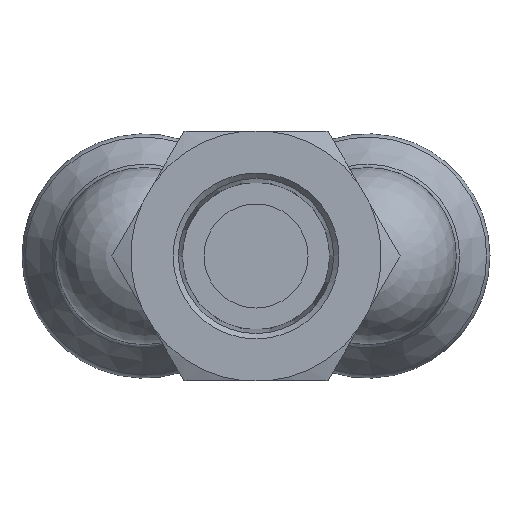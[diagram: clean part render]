
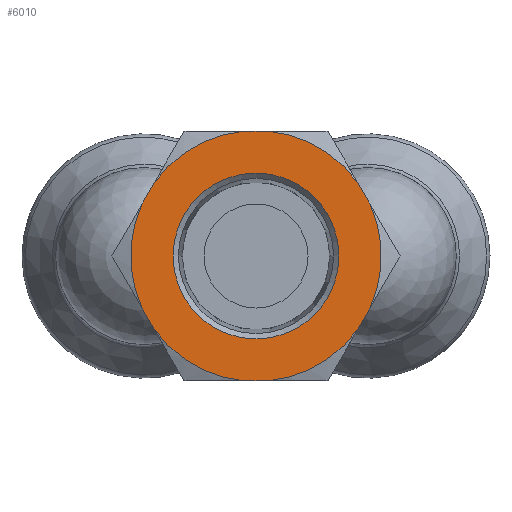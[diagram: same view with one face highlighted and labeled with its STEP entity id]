
A CAD part, front view. The second image highlights one B-rep face of the part: STEP entity #6010.
In plain terms, the highlighted face is planar.
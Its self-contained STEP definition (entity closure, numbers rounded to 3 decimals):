
#5866=CARTESIAN_POINT('',(-31.45,7.975,0.));
#5867=VERTEX_POINT('',#5866);
#5868=CARTESIAN_POINT('',(-31.45,0.,0.0));
#5869=DIRECTION('',(-1.0,0.0,0.0));
#5870=DIRECTION('',(0.0,-1.0,0.0));
#5871=AXIS2_PLACEMENT_3D('',#5868,#5869,#5870);
#5872=CIRCLE('',#5871,7.975);
#5873=EDGE_CURVE('',#5867,#5867,#5872,.T.);
#5898=CARTESIAN_POINT('',(-31.45,6.0,0.0));
#5899=DIRECTION('',(-1.0,0.0,0.0));
#5900=DIRECTION('',(0.0,0.0,1.0));
#5901=AXIS2_PLACEMENT_3D('',#5898,#5899,#5900);
#5902=PLANE('',#5901);
#5903=CARTESIAN_POINT('',(-31.45,10.975,4.991));
#5904=VERTEX_POINT('',#5903);
#5905=CARTESIAN_POINT('',(-31.45,10.975,-4.991));
#5906=VERTEX_POINT('',#5905);
#5907=CARTESIAN_POINT('',(-31.45,0.,0.0));
#5908=DIRECTION('',(-1.0,0.0,0.0));
#5909=DIRECTION('',(0.0,1.0,0.0));
#5910=AXIS2_PLACEMENT_3D('',#5907,#5908,#5909);
#5911=CIRCLE('',#5910,12.056);
#5912=EDGE_CURVE('',#5904,#5906,#5911,.T.);
#5913=ORIENTED_EDGE('',*,*,#5912,.T.);
#5914=CARTESIAN_POINT('',(-31.45,9.81,-7.009));
#5915=VERTEX_POINT('',#5914);
#5916=CARTESIAN_POINT('',(-31.45,9.81,-7.009));
#5917=DIRECTION('',(0.0,0.5,0.866));
#5918=VECTOR('',#5917,2.33);
#5919=LINE('',#5916,#5918);
#5920=EDGE_CURVE('',#5915,#5906,#5919,.T.);
#5921=ORIENTED_EDGE('',*,*,#5920,.F.);
#5922=CARTESIAN_POINT('',(-31.45,1.165,-12.));
#5923=VERTEX_POINT('',#5922);
#5924=CARTESIAN_POINT('',(-31.45,0.,0.0));
#5925=DIRECTION('',(-1.0,0.0,0.0));
#5926=DIRECTION('',(0.0,1.0,0.0));
#5927=AXIS2_PLACEMENT_3D('',#5924,#5925,#5926);
#5928=CIRCLE('',#5927,12.056);
#5929=EDGE_CURVE('',#5915,#5923,#5928,.T.);
#5930=ORIENTED_EDGE('',*,*,#5929,.T.);
#5931=CARTESIAN_POINT('',(-31.45,-1.165,-12.));
#5932=VERTEX_POINT('',#5931);
#5933=CARTESIAN_POINT('',(-31.45,-1.165,-12.));
#5934=DIRECTION('',(0.0,1.0,0.0));
#5935=VECTOR('',#5934,2.33);
#5936=LINE('',#5933,#5935);
#5937=EDGE_CURVE('',#5932,#5923,#5936,.T.);
#5938=ORIENTED_EDGE('',*,*,#5937,.F.);
#5939=CARTESIAN_POINT('',(-31.45,-9.81,-7.009));
#5940=VERTEX_POINT('',#5939);
#5941=CARTESIAN_POINT('',(-31.45,0.,0.0));
#5942=DIRECTION('',(-1.0,0.0,0.0));
#5943=DIRECTION('',(0.0,1.0,0.0));
#5944=AXIS2_PLACEMENT_3D('',#5941,#5942,#5943);
#5945=CIRCLE('',#5944,12.056);
#5946=EDGE_CURVE('',#5932,#5940,#5945,.T.);
#5947=ORIENTED_EDGE('',*,*,#5946,.T.);
#5948=CARTESIAN_POINT('',(-31.45,-10.975,-4.991));
#5949=VERTEX_POINT('',#5948);
#5950=CARTESIAN_POINT('',(-31.45,-10.975,-4.991));
#5951=DIRECTION('',(0.0,0.5,-0.866));
#5952=VECTOR('',#5951,2.33);
#5953=LINE('',#5950,#5952);
#5954=EDGE_CURVE('',#5949,#5940,#5953,.T.);
#5955=ORIENTED_EDGE('',*,*,#5954,.F.);
#5956=CARTESIAN_POINT('',(-31.45,-10.975,4.991));
#5957=VERTEX_POINT('',#5956);
#5958=CARTESIAN_POINT('',(-31.45,0.,0.0));
#5959=DIRECTION('',(-1.0,0.0,0.0));
#5960=DIRECTION('',(0.0,1.0,0.0));
#5961=AXIS2_PLACEMENT_3D('',#5958,#5959,#5960);
#5962=CIRCLE('',#5961,12.056);
#5963=EDGE_CURVE('',#5949,#5957,#5962,.T.);
#5964=ORIENTED_EDGE('',*,*,#5963,.T.);
#5965=CARTESIAN_POINT('',(-31.45,-9.81,7.009));
#5966=VERTEX_POINT('',#5965);
#5967=CARTESIAN_POINT('',(-31.45,-9.81,7.009));
#5968=DIRECTION('',(0.0,-0.5,-0.866));
#5969=VECTOR('',#5968,2.33);
#5970=LINE('',#5967,#5969);
#5971=EDGE_CURVE('',#5966,#5957,#5970,.T.);
#5972=ORIENTED_EDGE('',*,*,#5971,.F.);
#5973=CARTESIAN_POINT('',(-31.45,-1.165,12.));
#5974=VERTEX_POINT('',#5973);
#5975=CARTESIAN_POINT('',(-31.45,0.,0.0));
#5976=DIRECTION('',(-1.0,0.0,0.0));
#5977=DIRECTION('',(0.0,1.0,0.0));
#5978=AXIS2_PLACEMENT_3D('',#5975,#5976,#5977);
#5979=CIRCLE('',#5978,12.056);
#5980=EDGE_CURVE('',#5966,#5974,#5979,.T.);
#5981=ORIENTED_EDGE('',*,*,#5980,.T.);
#5982=CARTESIAN_POINT('',(-31.45,1.165,12.));
#5983=VERTEX_POINT('',#5982);
#5984=CARTESIAN_POINT('',(-31.45,1.165,12.));
#5985=DIRECTION('',(0.0,-1.0,0.0));
#5986=VECTOR('',#5985,2.33);
#5987=LINE('',#5984,#5986);
#5988=EDGE_CURVE('',#5983,#5974,#5987,.T.);
#5989=ORIENTED_EDGE('',*,*,#5988,.F.);
#5990=CARTESIAN_POINT('',(-31.45,9.81,7.009));
#5991=VERTEX_POINT('',#5990);
#5992=CARTESIAN_POINT('',(-31.45,0.,0.0));
#5993=DIRECTION('',(-1.0,0.0,0.0));
#5994=DIRECTION('',(0.0,1.0,0.0));
#5995=AXIS2_PLACEMENT_3D('',#5992,#5993,#5994);
#5996=CIRCLE('',#5995,12.056);
#5997=EDGE_CURVE('',#5983,#5991,#5996,.T.);
#5998=ORIENTED_EDGE('',*,*,#5997,.T.);
#5999=CARTESIAN_POINT('',(-31.45,10.975,4.991));
#6000=DIRECTION('',(0.0,-0.5,0.866));
#6001=VECTOR('',#6000,2.33);
#6002=LINE('',#5999,#6001);
#6003=EDGE_CURVE('',#5904,#5991,#6002,.T.);
#6004=ORIENTED_EDGE('',*,*,#6003,.F.);
#6005=EDGE_LOOP('',(#5913,#5921,#5930,#5938,#5947,#5955,#5964,#5972,#5981,#5989,#5998,#6004));
#6006=FACE_OUTER_BOUND('',#6005,.T.);
#6007=ORIENTED_EDGE('',*,*,#5873,.F.);
#6008=EDGE_LOOP('',(#6007));
#6009=FACE_BOUND('',#6008,.T.);
#6010=ADVANCED_FACE('',(#6006,#6009),#5902,.T.);
